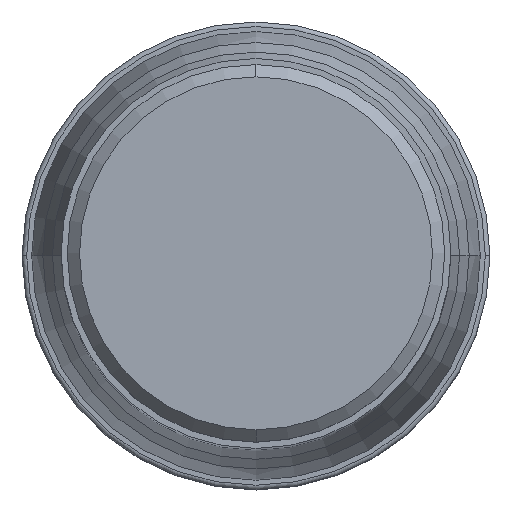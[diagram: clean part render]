
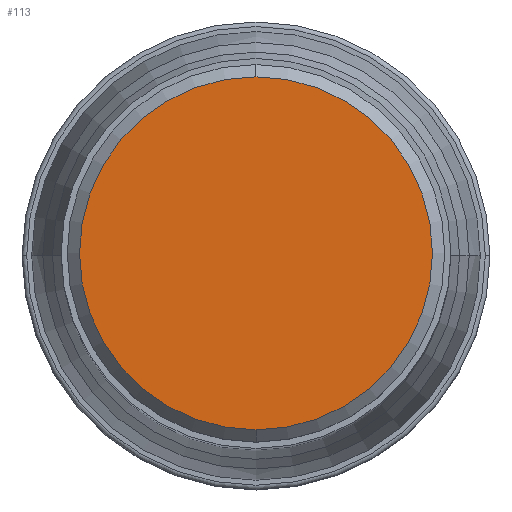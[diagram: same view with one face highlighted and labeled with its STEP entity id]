
A CAD part, top view. The second image highlights one B-rep face of the part: STEP entity #113.
In plain terms, the highlighted planar face has unit normal (0, 0, 1).
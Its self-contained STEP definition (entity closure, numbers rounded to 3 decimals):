
#75=PLANE('',#1291);
#113=ADVANCED_FACE('',(#208),#75,.F.);
#208=FACE_OUTER_BOUND('',#276,.T.);
#276=EDGE_LOOP('',(#428,#429,#430,#431));
#428=ORIENTED_EDGE('',*,*,#774,.T.);
#429=ORIENTED_EDGE('',*,*,#775,.T.);
#430=ORIENTED_EDGE('',*,*,#776,.T.);
#431=ORIENTED_EDGE('',*,*,#777,.T.);
#656=VERTEX_POINT('',#1985);
#657=VERTEX_POINT('',#1986);
#658=VERTEX_POINT('',#1988);
#659=VERTEX_POINT('',#1990);
#774=EDGE_CURVE('',#656,#657,#935,.T.);
#775=EDGE_CURVE('',#657,#658,#936,.T.);
#776=EDGE_CURVE('',#658,#659,#937,.T.);
#777=EDGE_CURVE('',#659,#656,#938,.T.);
#935=CIRCLE('',#1287,14.375);
#936=CIRCLE('',#1288,14.375);
#937=CIRCLE('',#1289,14.375);
#938=CIRCLE('',#1290,14.375);
#1287=AXIS2_PLACEMENT_3D('',#1984,#1601,#1602);
#1288=AXIS2_PLACEMENT_3D('',#1987,#1603,#1604);
#1289=AXIS2_PLACEMENT_3D('',#1989,#1605,#1606);
#1290=AXIS2_PLACEMENT_3D('',#1991,#1607,#1608);
#1291=AXIS2_PLACEMENT_3D('',#1992,#1609,#1610);
#1601=DIRECTION('',(0.,0.,1.));
#1602=DIRECTION('',(1.,0.,0.));
#1603=DIRECTION('',(0.,0.,1.));
#1604=DIRECTION('',(0.,1.,0.));
#1605=DIRECTION('',(0.,0.,1.));
#1606=DIRECTION('',(-1.,0.,0.));
#1607=DIRECTION('',(0.,0.,1.));
#1608=DIRECTION('',(0.,-1.,0.));
#1609=DIRECTION('',(0.,0.,-1.));
#1610=DIRECTION('',(1.,0.,0.));
#1984=CARTESIAN_POINT('',(0.,0.,42.863));
#1985=CARTESIAN_POINT('',(14.375,0.,42.863));
#1986=CARTESIAN_POINT('',(0.,14.375,42.863));
#1987=CARTESIAN_POINT('',(0.,0.,42.863));
#1988=CARTESIAN_POINT('',(-14.375,0.,42.863));
#1989=CARTESIAN_POINT('',(0.,0.,42.863));
#1990=CARTESIAN_POINT('',(0.,-14.375,42.863));
#1991=CARTESIAN_POINT('',(0.,0.,42.863));
#1992=CARTESIAN_POINT('',(0.,0.,42.863));
